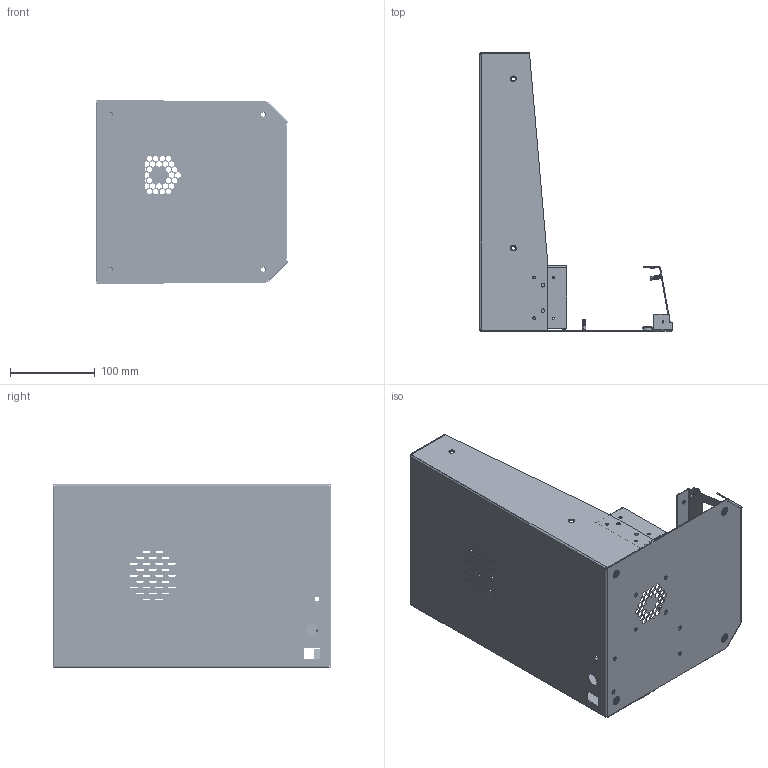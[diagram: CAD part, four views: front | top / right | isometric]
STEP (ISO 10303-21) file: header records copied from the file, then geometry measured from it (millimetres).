
FILE_DESCRIPTION (( 'STEP AP203' ), '1' );
FILE_NAME ('CW1-201-MA_v007 PLECH ZADA SVAR.STEP', '2019-05-28T13:43:00', ( '' ), ( '' ), 'SwSTEP 2.0', 'SolidWorks 2017', '' );
FILE_SCHEMA (( 'CONFIG_CONTROL_DESIGN' ));
Length unit declared in the file: millimetre
Products named in the file (8): CW1-201-MA_v007 PLECH ZADA SVAR; CM6-0; CW1-108-MA_v007 PLECH ZADA LIS; CFBSOM3-14; CW1-005-MA_v001 SPOJKA L; CW1-006-MA_v001 SPOJKA P; CFSOM3-14; CW1-008-MA_v007 PLECH ZADA
Assembly tree (24 placements, depth 3):
  CW1-201-MA_v007 PLECH ZADA SVAR
    CW1-108-MA_v007 PLECH ZADA LIS
      CW1-008-MA_v007 PLECH ZADA
      CM6-0  x4
      CFBSOM3-14  x14
      CFSOM3-14  x2
    CW1-005-MA_v001 SPOJKA L
    CW1-006-MA_v001 SPOJKA P
Bounding box: 228 x 329.15 x 217.1 mm (x, y, z)
Volume: 198525.6 mm3; surface area: 403332.9 mm2
Topology: 23 solids, 23 shells, 2083 faces, 5661 edges, 3670 vertices
Faces by surface type: plane 884, cylinder 755, bspline 256, cone 188
Entity records: 41367 total; most frequent: CARTESIAN_POINT 17237, ORIENTED_EDGE 4856, DIRECTION 4427, EDGE_CURVE 2428, LINE 1695, VECTOR 1695, VERTEX_POINT 1584, AXIS2_PLACEMENT_3D 1366
